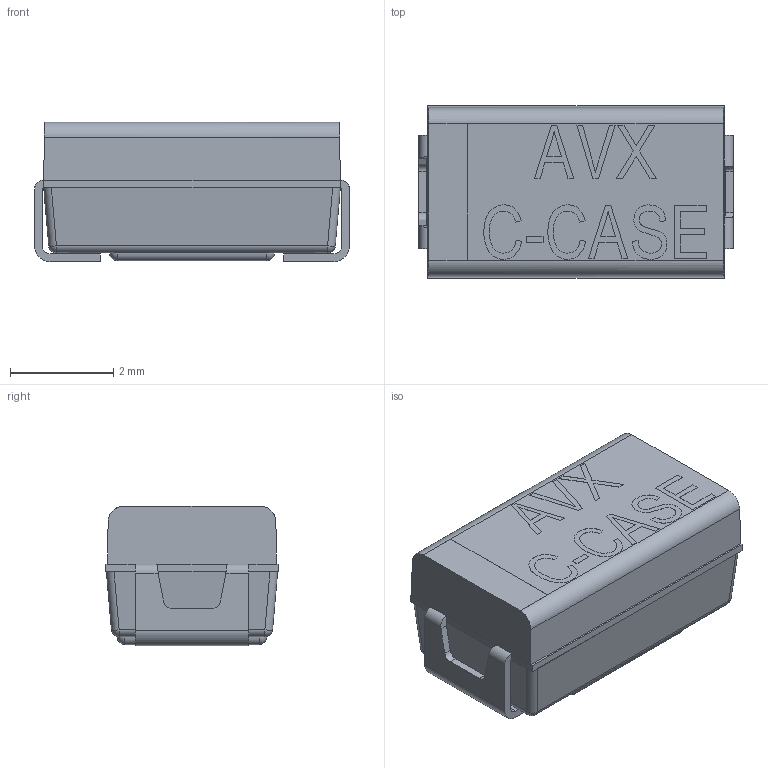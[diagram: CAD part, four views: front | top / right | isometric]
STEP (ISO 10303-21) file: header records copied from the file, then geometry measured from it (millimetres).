
FILE_DESCRIPTION (( 'STEP AP214' ), '1' );
FILE_NAME ('User Library-AVX_C_CASE.STEP', '2014-11-22T01:10:13', ( 'Windows User' ), ( '' ), 'SwSTEP 2.0', 'SolidWorks 2015', '' );
FILE_SCHEMA (( 'AUTOMOTIVE_DESIGN' ));
Length unit declared in the file: millimetre
Products named in the file (1): User Library-AVX_C_CASE
Bounding box: 6.1 x 3.35 x 2.7 mm (x, y, z)
Volume: 49.2 mm3; surface area: 102.8 mm2
Topology: 1 solids, 1 shells, 209 faces, 550 edges, 346 vertices
Faces by surface type: plane 125, bspline 44, cylinder 32, sphere 8
Entity records: 10896 total; most frequent: CARTESIAN_POINT 3814, ORIENTED_EDGE 1092, DIRECTION 818, EDGE_CURVE 546, VECTOR 386, LINE 386, VERTEX_POINT 346, EDGE_LOOP 220
